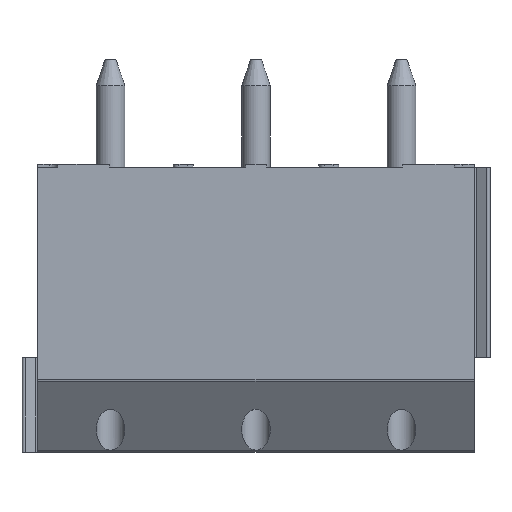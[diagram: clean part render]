
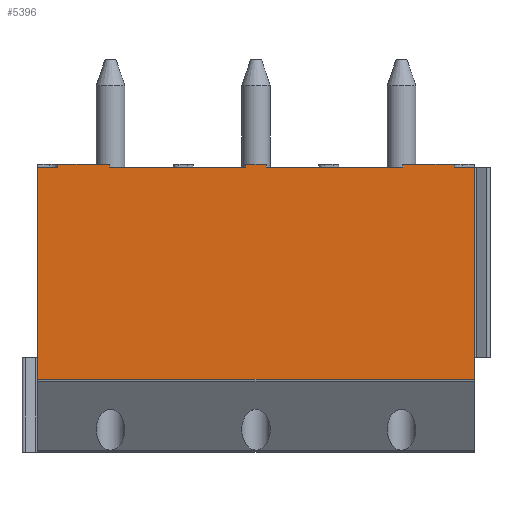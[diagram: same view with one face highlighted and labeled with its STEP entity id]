
A CAD part, front view. The second image highlights one B-rep face of the part: STEP entity #5396.
In plain terms, the highlighted planar face has unit normal (0, -1, 0).
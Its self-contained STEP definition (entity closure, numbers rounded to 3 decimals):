
#25=DIRECTION('',(0.,0.,-1.));
#26=VECTOR('',#25,7.403);
#27=CARTESIAN_POINT('',(0.,0.,0.));
#28=LINE('',#27,#26);
#511=DIRECTION('',(0.,0.,1.));
#512=VECTOR('',#511,0.1);
#513=CARTESIAN_POINT('',(14.54,0.,0.));
#514=LINE('',#513,#512);
#515=DIRECTION('',(1.,0.,0.));
#516=VECTOR('',#515,4.77);
#517=CARTESIAN_POINT('',(2.5,0.,0.));
#518=LINE('',#517,#516);
#519=DIRECTION('',(0.,0.,1.));
#520=VECTOR('',#519,0.1);
#521=CARTESIAN_POINT('',(7.27,0.,0.));
#522=LINE('',#521,#520);
#523=DIRECTION('',(1.,0.,0.));
#524=VECTOR('',#523,4.77);
#525=CARTESIAN_POINT('',(7.97,0.,0.));
#526=LINE('',#525,#524);
#527=DIRECTION('',(0.,0.,1.));
#528=VECTOR('',#527,0.1);
#529=CARTESIAN_POINT('',(12.74,0.,0.));
#530=LINE('',#529,#528);
#531=DIRECTION('',(1.,0.,0.));
#532=VECTOR('',#531,0.7);
#533=CARTESIAN_POINT('',(14.54,0.,0.));
#534=LINE('',#533,#532);
#535=DIRECTION('',(-1.,0.,0.));
#536=VECTOR('',#535,15.24);
#537=CARTESIAN_POINT('',(15.24,0.,-7.403));
#538=LINE('',#537,#536);
#539=DIRECTION('',(1.,0.,0.));
#540=VECTOR('',#539,0.7);
#541=CARTESIAN_POINT('',(0.,0.,0.));
#542=LINE('',#541,#540);
#543=DIRECTION('',(0.,0.,1.));
#544=VECTOR('',#543,0.1);
#545=CARTESIAN_POINT('',(0.7,0.,0.));
#546=LINE('',#545,#544);
#573=DIRECTION('',(0.,0.,1.));
#574=VECTOR('',#573,0.1);
#575=CARTESIAN_POINT('',(7.97,0.,0.));
#576=LINE('',#575,#574);
#577=DIRECTION('',(1.,0.,0.));
#578=VECTOR('',#577,1.8);
#579=CARTESIAN_POINT('',(12.74,0.,0.1));
#580=LINE('',#579,#578);
#628=DIRECTION('',(1.,0.,0.));
#629=VECTOR('',#628,1.8);
#630=CARTESIAN_POINT('',(0.7,0.,0.1));
#631=LINE('',#630,#629);
#732=DIRECTION('',(1.,0.,0.));
#733=VECTOR('',#732,0.7);
#734=CARTESIAN_POINT('',(7.27,0.,0.1));
#735=LINE('',#734,#733);
#820=DIRECTION('',(0.,0.,-1.));
#821=VECTOR('',#820,7.403);
#822=CARTESIAN_POINT('',(15.24,0.,0.));
#823=LINE('',#822,#821);
#3835=DIRECTION('',(0.,0.,1.));
#3836=VECTOR('',#3835,0.1);
#3837=CARTESIAN_POINT('',(2.5,0.,0.));
#3838=LINE('',#3837,#3836);
#4152=CARTESIAN_POINT('',(0.,0.,-7.403));
#4154=VERTEX_POINT('',#4152);
#4155=CARTESIAN_POINT('',(15.24,0.,-7.403));
#4156=VERTEX_POINT('',#4155);
#4159=CARTESIAN_POINT('',(0.,0.,0.));
#4160=VERTEX_POINT('',#4159);
#4161=CARTESIAN_POINT('',(15.24,0.,0.));
#4162=VERTEX_POINT('',#4161);
#4599=CARTESIAN_POINT('',(12.74,0.,0.1));
#4600=CARTESIAN_POINT('',(14.54,0.,0.1));
#4601=VERTEX_POINT('',#4599);
#4602=VERTEX_POINT('',#4600);
#4625=CARTESIAN_POINT('',(7.27,0.,0.1));
#4626=CARTESIAN_POINT('',(7.97,0.,0.1));
#4627=VERTEX_POINT('',#4625);
#4628=VERTEX_POINT('',#4626);
#4633=CARTESIAN_POINT('',(2.5,0.,0.1));
#4635=VERTEX_POINT('',#4633);
#4653=CARTESIAN_POINT('',(0.7,0.,0.1));
#4654=VERTEX_POINT('',#4653);
#4655=CARTESIAN_POINT('',(14.54,0.,0.));
#4657=VERTEX_POINT('',#4655);
#4673=CARTESIAN_POINT('',(12.74,0.,0.));
#4674=VERTEX_POINT('',#4673);
#4675=CARTESIAN_POINT('',(2.5,0.,0.));
#4677=VERTEX_POINT('',#4675);
#4693=CARTESIAN_POINT('',(0.7,0.,0.));
#4694=VERTEX_POINT('',#4693);
#4695=CARTESIAN_POINT('',(7.27,0.,0.));
#4696=VERTEX_POINT('',#4695);
#4697=CARTESIAN_POINT('',(7.97,0.,0.));
#4698=VERTEX_POINT('',#4697);
#5363=CARTESIAN_POINT('',(0.,0.,0.));
#5364=DIRECTION('',(0.,-1.,0.));
#5365=DIRECTION('',(0.,0.,-1.));
#5366=AXIS2_PLACEMENT_3D('',#5363,#5364,#5365);
#5367=PLANE('',#5366);
#5368=ORIENTED_EDGE('',*,*,#5283,.T.);
#5370=ORIENTED_EDGE('',*,*,#5369,.T.);
#5372=ORIENTED_EDGE('',*,*,#5371,.T.);
#5374=ORIENTED_EDGE('',*,*,#5373,.F.);
#5375=ORIENTED_EDGE('',*,*,#5271,.T.);
#5377=ORIENTED_EDGE('',*,*,#5376,.T.);
#5379=ORIENTED_EDGE('',*,*,#5378,.T.);
#5380=ORIENTED_EDGE('',*,*,#5354,.F.);
#5381=ORIENTED_EDGE('',*,*,#5189,.T.);
#5383=ORIENTED_EDGE('',*,*,#5382,.T.);
#5385=ORIENTED_EDGE('',*,*,#5384,.T.);
#5386=ORIENTED_EDGE('',*,*,#5036,.F.);
#5387=ORIENTED_EDGE('',*,*,#5205,.T.);
#5389=ORIENTED_EDGE('',*,*,#5388,.T.);
#5391=ORIENTED_EDGE('',*,*,#5390,.T.);
#5393=ORIENTED_EDGE('',*,*,#5392,.F.);
#5394=EDGE_LOOP('',(#5368,#5370,#5372,#5374,#5375,#5377,#5379,#5380,#5381,#5383,
#5385,#5386,#5387,#5389,#5391,#5393));
#5395=FACE_OUTER_BOUND('',#5394,.F.);
#5396=ADVANCED_FACE('',(#5395),#5367,.T.);
#5036=EDGE_CURVE('',#4160,#4154,#28,.T.);
#5189=EDGE_CURVE('',#4657,#4162,#534,.T.);
#5205=EDGE_CURVE('',#4160,#4694,#542,.T.);
#5271=EDGE_CURVE('',#4698,#4674,#526,.T.);
#5283=EDGE_CURVE('',#4677,#4696,#518,.T.);
#5354=EDGE_CURVE('',#4657,#4602,#514,.T.);
#5369=EDGE_CURVE('',#4696,#4627,#522,.T.);
#5371=EDGE_CURVE('',#4627,#4628,#735,.T.);
#5373=EDGE_CURVE('',#4698,#4628,#576,.T.);
#5376=EDGE_CURVE('',#4674,#4601,#530,.T.);
#5378=EDGE_CURVE('',#4601,#4602,#580,.T.);
#5382=EDGE_CURVE('',#4162,#4156,#823,.T.);
#5384=EDGE_CURVE('',#4156,#4154,#538,.T.);
#5388=EDGE_CURVE('',#4694,#4654,#546,.T.);
#5390=EDGE_CURVE('',#4654,#4635,#631,.T.);
#5392=EDGE_CURVE('',#4677,#4635,#3838,.T.);
